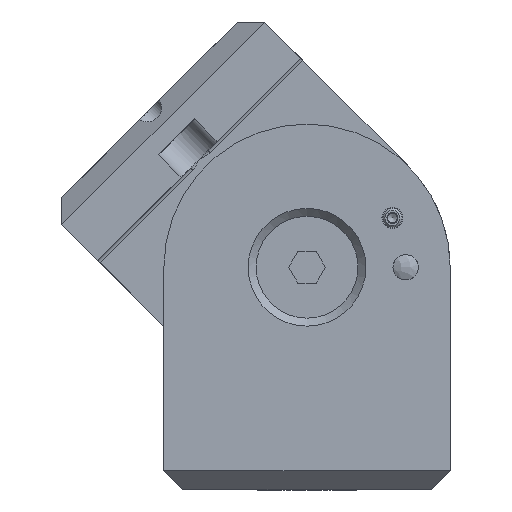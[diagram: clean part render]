
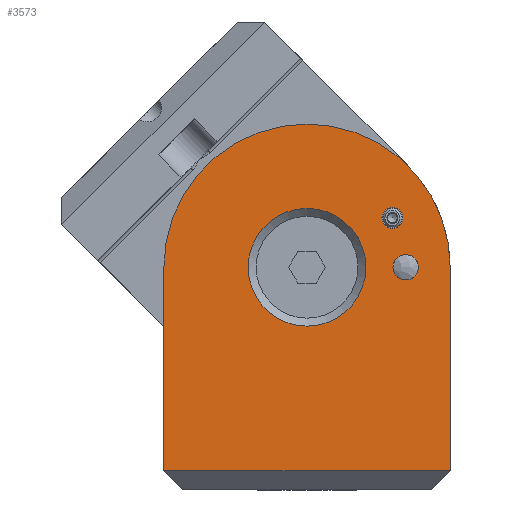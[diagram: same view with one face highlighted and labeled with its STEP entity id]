
A CAD part, left-side view. The second image highlights one B-rep face of the part: STEP entity #3573.
In plain terms, the highlighted planar face has unit normal (-1, 0, 0).
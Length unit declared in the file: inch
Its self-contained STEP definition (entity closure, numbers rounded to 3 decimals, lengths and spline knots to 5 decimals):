
#31 = CIRCLE ( 'NONE', #3162, 0.07874 ) ;
#94 = ORIENTED_EDGE ( 'NONE', *, *, #855, .F. ) ;
#110 = DIRECTION ( 'NONE',  ( 0., 0., -1. ) ) ;
#119 = VERTEX_POINT ( 'NONE', #3063 ) ;
#169 = DIRECTION ( 'NONE',  ( 0., 1., 0. ) ) ;
#194 = LINE ( 'NONE', #2567, #2784 ) ;
#212 = CARTESIAN_POINT ( 'NONE',  ( -1.75917, 0.26548, 0.62598 ) ) ;
#287 = CARTESIAN_POINT ( 'NONE',  ( -1.75917, 1.67978, -1.00394 ) ) ;
#404 = CARTESIAN_POINT ( 'NONE',  ( -1.75917, 1.67978, 0.25591 ) ) ;
#478 = EDGE_CURVE ( 'NONE', #1440, #1440, #31, .T. ) ;
#525 = VERTEX_POINT ( 'NONE', #212 ) ;
#683 = EDGE_CURVE ( 'NONE', #3905, #3905, #747, .T. ) ;
#690 = DIRECTION ( 'NONE',  ( 1., 0., 0. ) ) ;
#691 = VECTOR ( 'NONE', #110, 39.37008 ) ;
#728 = DIRECTION ( 'NONE',  ( -1., 0., 0. ) ) ;
#735 = EDGE_LOOP ( 'NONE', ( #94, #3921, #3214, #1658 ) ) ;
#747 = CIRCLE ( 'NONE', #2877, 0.36417 ) ;
#780 = DIRECTION ( 'NONE',  ( -1., 0., 0. ) ) ;
#810 = DIRECTION ( 'NONE',  ( 1., 0., 0. ) ) ;
#855 = EDGE_CURVE ( 'NONE', #119, #2714, #3199, .T. ) ;
#928 = ORIENTED_EDGE ( 'NONE', *, *, #683, .F. ) ;
#970 = AXIS2_PLACEMENT_3D ( 'NONE', #1482, #810, #3523 ) ;
#1031 = VECTOR ( 'NONE', #169, 39.37008 ) ;
#1161 = EDGE_LOOP ( 'NONE', ( #4174 ) ) ;
#1181 = CIRCLE ( 'NONE', #970, 0.88583 ) ;
#1359 = ORIENTED_EDGE ( 'NONE', *, *, #4137, .F. ) ;
#1360 = VERTEX_POINT ( 'NONE', #404 ) ;
#1433 = EDGE_CURVE ( 'NONE', #1360, #2143, #1181, .T. ) ;
#1440 = VERTEX_POINT ( 'NONE', #4147 ) ;
#1452 = CARTESIAN_POINT ( 'NONE',  ( -1.75917, -0.09187, 0.25591 ) ) ;
#1482 = CARTESIAN_POINT ( 'NONE',  ( -1.75917, 0.79396, 0.25591 ) ) ;
#1561 = DIRECTION ( 'NONE',  ( 0., 0., 1. ) ) ;
#1581 = CARTESIAN_POINT ( 'NONE',  ( -1.75917, -0.09187, -1.00394 ) ) ;
#1658 = ORIENTED_EDGE ( 'NONE', *, *, #2975, .F. ) ;
#1674 = FACE_BOUND ( 'NONE', #1161, .T. ) ;
#1713 = CARTESIAN_POINT ( 'NONE',  ( -1.75917, -0.09187, -0.68898 ) ) ;
#1986 = FACE_BOUND ( 'NONE', #3500, .T. ) ;
#2050 = DIRECTION ( 'NONE',  ( 0., 0., -1. ) ) ;
#2112 = DIRECTION ( 'NONE',  ( 0., 0., 1. ) ) ;
#2143 = VERTEX_POINT ( 'NONE', #1452 ) ;
#2179 = CARTESIAN_POINT ( 'NONE',  ( -1.75917, 0.26548, 0.56102 ) ) ;
#2367 = DIRECTION ( 'NONE',  ( -1., 0., 0. ) ) ;
#2399 = LINE ( 'NONE', #3757, #691 ) ;
#2567 = CARTESIAN_POINT ( 'NONE',  ( -1.75917, 1.67978, -0.68898 ) ) ;
#2626 = DIRECTION ( 'NONE',  ( 0., 0., 1. ) ) ;
#2714 = VERTEX_POINT ( 'NONE', #287 ) ;
#2784 = VECTOR ( 'NONE', #1561, 39.37008 ) ;
#2822 = DIRECTION ( 'NONE',  ( 0., 0., 1. ) ) ;
#2877 = AXIS2_PLACEMENT_3D ( 'NONE', #3467, #728, #2112 ) ;
#2922 = AXIS2_PLACEMENT_3D ( 'NONE', #1713, #690, #2050 ) ;
#2975 = EDGE_CURVE ( 'NONE', #2714, #1360, #194, .T. ) ;
#3024 = PLANE ( 'NONE',  #2922 ) ;
#3063 = CARTESIAN_POINT ( 'NONE',  ( -1.75917, -0.09187, -1.00394 ) ) ;
#3162 = AXIS2_PLACEMENT_3D ( 'NONE', #3688, #2367, #2626 ) ;
#3199 = LINE ( 'NONE', #1581, #1031 ) ;
#3214 = ORIENTED_EDGE ( 'NONE', *, *, #1433, .F. ) ;
#3290 = CIRCLE ( 'NONE', #3503, 0.06496 ) ;
#3467 = CARTESIAN_POINT ( 'NONE',  ( -1.75917, 0.79396, 0.25591 ) ) ;
#3483 = CARTESIAN_POINT ( 'NONE',  ( -1.75917, 0.79396, 0.62008 ) ) ;
#3500 = EDGE_LOOP ( 'NONE', ( #928 ) ) ;
#3503 = AXIS2_PLACEMENT_3D ( 'NONE', #2179, #780, #2822 ) ;
#3523 = DIRECTION ( 'NONE',  ( 0., 0., -1. ) ) ;
#3573 = ADVANCED_FACE ( 'NONE', ( #3736, #1674, #1986, #4379 ), #3024, .F. ) ;
#3654 = EDGE_LOOP ( 'NONE', ( #1359 ) ) ;
#3688 = CARTESIAN_POINT ( 'NONE',  ( -1.75917, 0.18372, 0.25591 ) ) ;
#3710 = EDGE_CURVE ( 'NONE', #2143, #119, #2399, .T. ) ;
#3736 = FACE_BOUND ( 'NONE', #3654, .T. ) ;
#3757 = CARTESIAN_POINT ( 'NONE',  ( -1.75917, -0.09187, -0.68898 ) ) ;
#3905 = VERTEX_POINT ( 'NONE', #3483 ) ;
#3921 = ORIENTED_EDGE ( 'NONE', *, *, #3710, .F. ) ;
#4137 = EDGE_CURVE ( 'NONE', #525, #525, #3290, .T. ) ;
#4147 = CARTESIAN_POINT ( 'NONE',  ( -1.75917, 0.18372, 0.33465 ) ) ;
#4174 = ORIENTED_EDGE ( 'NONE', *, *, #478, .F. ) ;
#4379 = FACE_OUTER_BOUND ( 'NONE', #735, .T. ) ;
